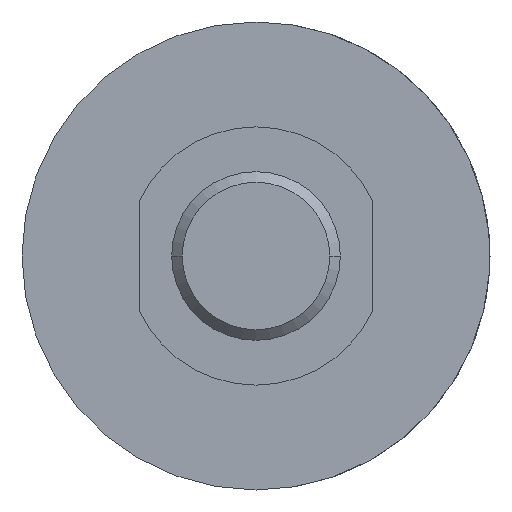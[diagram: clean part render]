
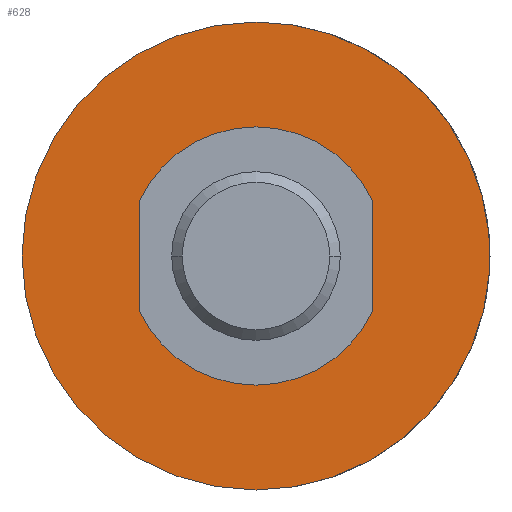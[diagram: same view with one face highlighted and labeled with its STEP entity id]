
A CAD part, left-side view. The second image highlights one B-rep face of the part: STEP entity #628.
In plain terms, the highlighted planar face has unit normal (-1, 0, 0).
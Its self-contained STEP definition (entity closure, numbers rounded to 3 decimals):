
#206=CARTESIAN_POINT('',(-46.4,0.,12.25));
#207=VERTEX_POINT('',#206);
#223=CARTESIAN_POINT('',(-46.4,-11.1,5.182));
#224=VERTEX_POINT('',#223);
#231=CARTESIAN_POINT('',(-46.4,0.0,0.0));
#232=DIRECTION('',(1.0,0.0,0.0));
#233=DIRECTION('',(0.0,0.0,1.0));
#234=AXIS2_PLACEMENT_3D('',#231,#232,#233);
#235=CIRCLE('',#234,12.25);
#236=EDGE_CURVE('',#207,#224,#235,.T.);
#246=CARTESIAN_POINT('',(-46.4,0.,22.2));
#247=VERTEX_POINT('',#246);
#256=CARTESIAN_POINT('',(-46.4,-16.079,15.308));
#257=VERTEX_POINT('',#256);
#258=CARTESIAN_POINT('',(-46.4,0.0,0.0));
#259=DIRECTION('',(1.0,0.0,0.0));
#260=DIRECTION('',(0.0,0.0,1.0));
#261=AXIS2_PLACEMENT_3D('',#258,#259,#260);
#262=CIRCLE('',#261,22.2);
#263=EDGE_CURVE('',#247,#257,#262,.T.);
#265=CARTESIAN_POINT('',(-46.4,0.,-22.2));
#266=VERTEX_POINT('',#265);
#267=CARTESIAN_POINT('',(-46.4,0.0,0.0));
#268=DIRECTION('',(1.0,0.0,0.0));
#269=DIRECTION('',(0.0,0.0,1.0));
#270=AXIS2_PLACEMENT_3D('',#267,#268,#269);
#271=CIRCLE('',#270,22.2);
#272=EDGE_CURVE('',#257,#266,#271,.T.);
#381=CARTESIAN_POINT('',(-46.4,0.,-12.25));
#382=VERTEX_POINT('',#381);
#391=CARTESIAN_POINT('',(-46.4,-11.1,-5.182));
#392=VERTEX_POINT('',#391);
#393=CARTESIAN_POINT('',(-46.4,0.0,0.0));
#394=DIRECTION('',(1.0,0.0,0.0));
#395=DIRECTION('',(0.0,0.0,1.0));
#396=AXIS2_PLACEMENT_3D('',#393,#394,#395);
#397=CIRCLE('',#396,12.25);
#398=EDGE_CURVE('',#392,#382,#397,.T.);
#552=CARTESIAN_POINT('',(-46.4,-11.1,-5.182));
#553=DIRECTION('',(0.0,0.0,1.0));
#554=VECTOR('',#553,10.364);
#555=LINE('',#552,#554);
#556=EDGE_CURVE('',#392,#224,#555,.T.);
#566=CARTESIAN_POINT('',(-46.4,11.1,-5.182));
#567=VERTEX_POINT('',#566);
#575=CARTESIAN_POINT('',(-46.4,11.1,5.182));
#576=VERTEX_POINT('',#575);
#583=CARTESIAN_POINT('',(-46.4,11.1,-5.182));
#584=DIRECTION('',(0.0,0.0,1.0));
#585=VECTOR('',#584,10.364);
#586=LINE('',#583,#585);
#587=EDGE_CURVE('',#567,#576,#586,.T.);
#592=CARTESIAN_POINT('',(-46.4,0.0,11.1));
#593=DIRECTION('',(-1.0,0.0,0.0));
#594=DIRECTION('',(0.0,0.0,1.0));
#595=AXIS2_PLACEMENT_3D('',#592,#593,#594);
#596=PLANE('',#595);
#597=ORIENTED_EDGE('',*,*,#272,.F.);
#598=ORIENTED_EDGE('',*,*,#263,.F.);
#599=CARTESIAN_POINT('',(-46.4,0.0,0.0));
#600=DIRECTION('',(1.0,0.0,0.0));
#601=DIRECTION('',(0.0,0.0,1.0));
#602=AXIS2_PLACEMENT_3D('',#599,#600,#601);
#603=CIRCLE('',#602,22.2);
#604=EDGE_CURVE('',#266,#247,#603,.T.);
#605=ORIENTED_EDGE('',*,*,#604,.F.);
#606=EDGE_LOOP('',(#597,#598,#605));
#607=FACE_OUTER_BOUND('',#606,.T.);
#608=ORIENTED_EDGE('',*,*,#398,.T.);
#609=CARTESIAN_POINT('',(-46.4,0.0,0.0));
#610=DIRECTION('',(1.0,0.0,0.0));
#611=DIRECTION('',(0.0,0.0,1.0));
#612=AXIS2_PLACEMENT_3D('',#609,#610,#611);
#613=CIRCLE('',#612,12.25);
#614=EDGE_CURVE('',#382,#567,#613,.T.);
#615=ORIENTED_EDGE('',*,*,#614,.T.);
#616=ORIENTED_EDGE('',*,*,#587,.T.);
#617=CARTESIAN_POINT('',(-46.4,0.0,0.0));
#618=DIRECTION('',(1.0,0.0,0.0));
#619=DIRECTION('',(0.0,0.0,1.0));
#620=AXIS2_PLACEMENT_3D('',#617,#618,#619);
#621=CIRCLE('',#620,12.25);
#622=EDGE_CURVE('',#576,#207,#621,.T.);
#623=ORIENTED_EDGE('',*,*,#622,.T.);
#624=ORIENTED_EDGE('',*,*,#236,.T.);
#625=ORIENTED_EDGE('',*,*,#556,.F.);
#626=EDGE_LOOP('',(#608,#615,#616,#623,#624,#625));
#627=FACE_BOUND('',#626,.T.);
#628=ADVANCED_FACE('',(#607,#627),#596,.T.);
